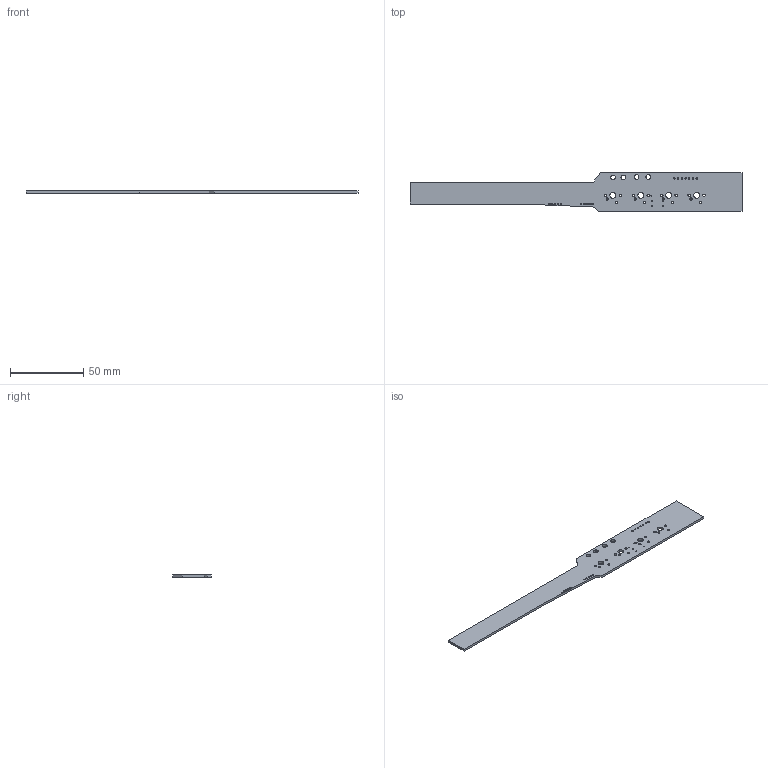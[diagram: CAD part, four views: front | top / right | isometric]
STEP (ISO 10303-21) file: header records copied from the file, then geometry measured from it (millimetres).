
FILE_DESCRIPTION(('KiCad electronic assembly'),'2;1');
FILE_NAME('ESP32_MIDI_WAND.step','2025-06-17T00:51:54',('Pcbnew'),( 'Kicad'),'Open CASCADE STEP processor 7.7','KiCad to STEP converter' ,'Unknown');
FILE_SCHEMA(('AUTOMOTIVE_DESIGN { 1 0 10303 214 1 1 1 1 }'));
Length unit declared in the file: millimetre
Products named in the file (2): ESP32_MIDI_WAND 1; ESP32_MIDI_Summer25_Wand_PCB
Assembly tree (1 placements, depth 2):
  ESP32_MIDI_WAND 1
    ESP32_MIDI_Summer25_Wand_PCB
Bounding box: 226.62 x 26.5 x 1.6 mm (x, y, z)
Volume: 7136.7 mm3; surface area: 10097 mm2
Topology: 1 solids, 1 shells, 60 faces, 174 edges, 116 vertices
Faces by surface type: cylinder 49, plane 11
Full cylindrical faces by diameter (mm): 0.7 x5, 1 x17, 1.5 x8, 1.7 x7, 3.2 x4, 4 x4
Entity records: 2257 total; most frequent: DIRECTION 396, CARTESIAN_POINT 352, ORIENTED_EDGE 348, EDGE_CURVE 174, AXIS2_PLACEMENT_3D 160, FACE_BOUND 152, EDGE_LOOP 152, VERTEX_POINT 116
